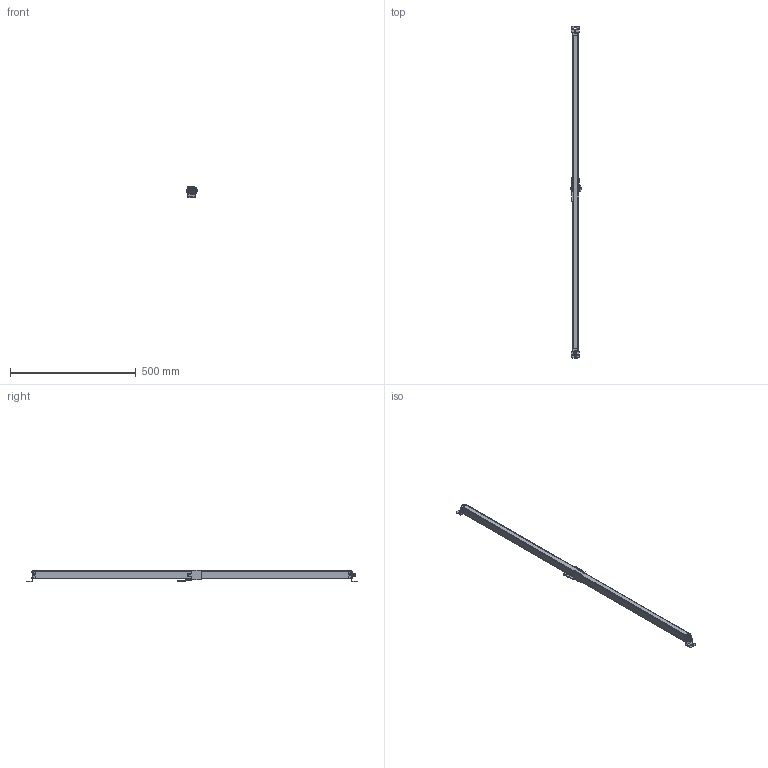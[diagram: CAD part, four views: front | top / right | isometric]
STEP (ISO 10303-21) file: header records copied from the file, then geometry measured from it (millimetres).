
FILE_DESCRIPTION((''),'2;1');
FILE_NAME('139572_SM01_ASM','2023-04-12T11:31:44',('banengservice'),('BANNER ENGINEERING'),'CREO PARAMETRIC BY PTC INC, 2022414','CREO PARAMETRIC BY PTC INC, 2022414','');
FILE_SCHEMA(('CONFIG_CONTROL_DESIGN'));
Length unit declared in the file: inch
Products named in the file (9): 139572_EP01; 139572_PL01; 48461; 46544; 51216; 49550_AF0; 51891_ASM; 51215; 139572_SM01_ASM
Assembly tree (13 placements, depth 3):
  139572_SM01_ASM
    139572_EP01
    139572_PL01
    48461  x2
    46544  x5
    51891_ASM
      51216
      49550_AF0
    51215
Bounding box: 45.45 x 1318.1 x 44.92 mm (x, y, z)
Volume: 1877446.2 mm3; surface area: 307795.9 mm2
Topology: 16 solids, 16 shells, 1061 faces, 2620 edges, 1619 vertices
Faces by surface type: cylinder 477, plane 376, sphere 76, torus 62, bspline 45, cone 25
Entity records: 34608 total; most frequent: CARTESIAN_POINT 15717, DIRECTION 4026, ORIENTED_EDGE 3856, EDGE_CURVE 1928, AXIS2_PLACEMENT_3D 1505, VERTEX_POINT 1219, VECTOR 1016, LINE 1016
